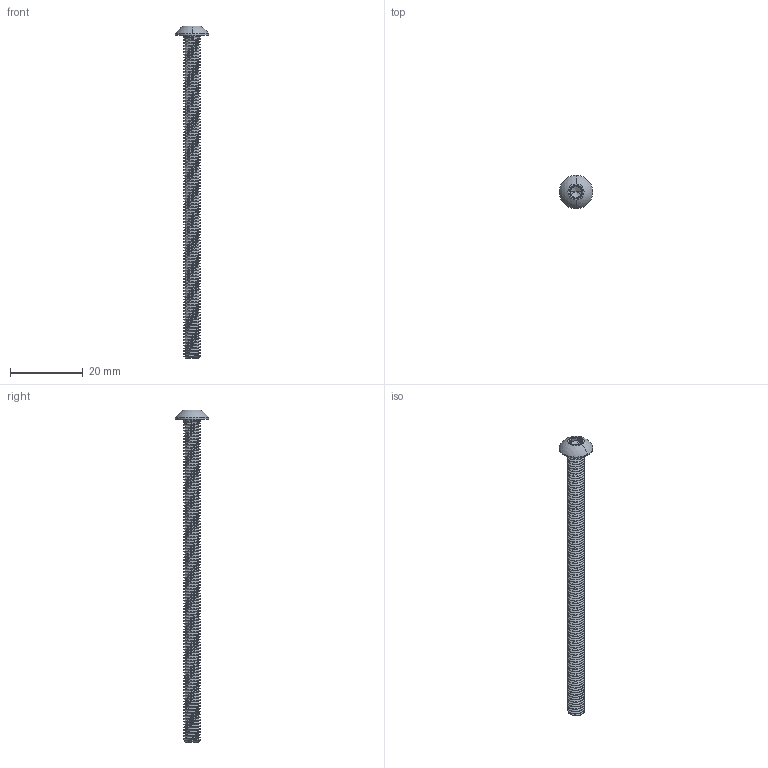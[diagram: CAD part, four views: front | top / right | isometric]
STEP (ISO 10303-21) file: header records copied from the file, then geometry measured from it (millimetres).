
FILE_DESCRIPTION (( 'STEP AP203' ), '1' );
FILE_NAME ('92949A830_18-8 Stainless Steel Button Head Hex Drive Screw.STEP', '2021-09-09T04:54:36', ( 'Administrator' ), ( 'Managed by Terraform' ), 'SwSTEP 2.0', 'SolidWorks 2017', '' );
FILE_SCHEMA (( 'CONFIG_CONTROL_DESIGN' ));
Length unit declared in the file: inch
Products named in the file (1): 92949A830_18-8 Stainless Steel Button Head Hex Drive Screw
Bounding box: 9.17 x 9.17 x 91.47 mm (x, y, z)
Volume: 1417.9 mm3; surface area: 2270.8 mm2
Topology: 1 solids, 1 shells, 284 faces, 806 edges, 524 vertices
Faces by surface type: cylinder 226, bspline 24, cone 17, plane 15, sphere 2
Entity records: 27145 total; most frequent: CARTESIAN_POINT 21262, ORIENTED_EDGE 1608, DIRECTION 856, EDGE_CURVE 804, VERTEX_POINT 524, AXIS2_PLACEMENT_3D 291, EDGE_LOOP 286, FACE_OUTER_BOUND 284
